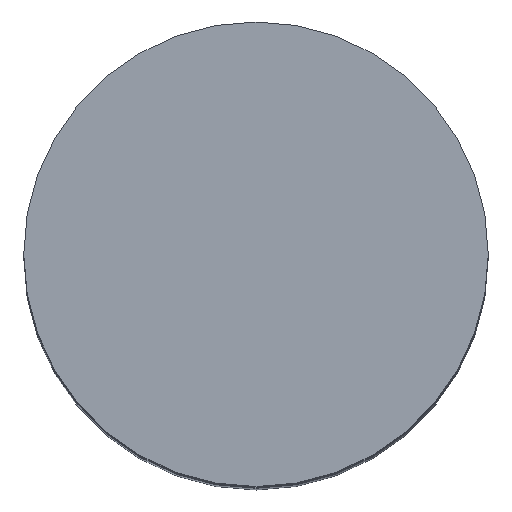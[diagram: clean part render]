
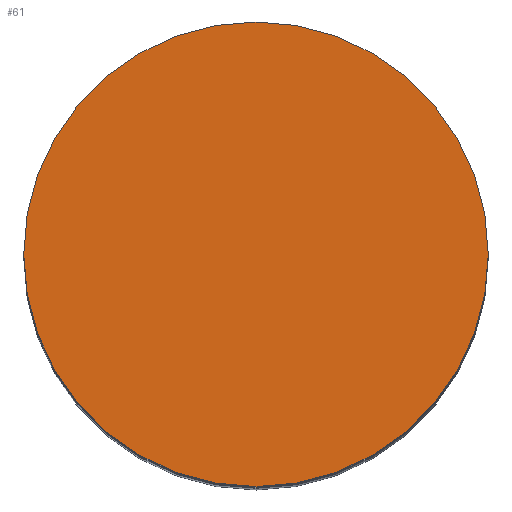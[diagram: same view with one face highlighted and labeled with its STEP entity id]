
A CAD part, top view. The second image highlights one B-rep face of the part: STEP entity #61.
In plain terms, the highlighted planar face has unit normal (0, 0, 1).
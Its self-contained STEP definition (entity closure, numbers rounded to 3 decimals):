
#35=PLANE('',#263);
#37=FACE_OUTER_BOUND('',#133,.T.);
#61=ADVANCED_FACE('',(#37),#35,.T.);
#133=EDGE_LOOP('',(#169));
#169=ORIENTED_EDGE('',*,*,#213,.T.);
#195=VERTEX_POINT('',#390);
#213=EDGE_CURVE('',#195,#195,#231,.T.);
#231=CIRCLE('',#262,2.25);
#262=AXIS2_PLACEMENT_3D('',#389,#325,#326);
#263=AXIS2_PLACEMENT_3D('',#391,#327,#328);
#325=DIRECTION('',(0.,0.,1.));
#326=DIRECTION('',(1.,0.,0.));
#327=DIRECTION('',(0.,0.,1.));
#328=DIRECTION('',(1.,0.,0.));
#389=CARTESIAN_POINT('',(0.,0.,7.2));
#390=CARTESIAN_POINT('',(2.25,0.,7.2));
#391=CARTESIAN_POINT('',(0.,0.,7.2));
